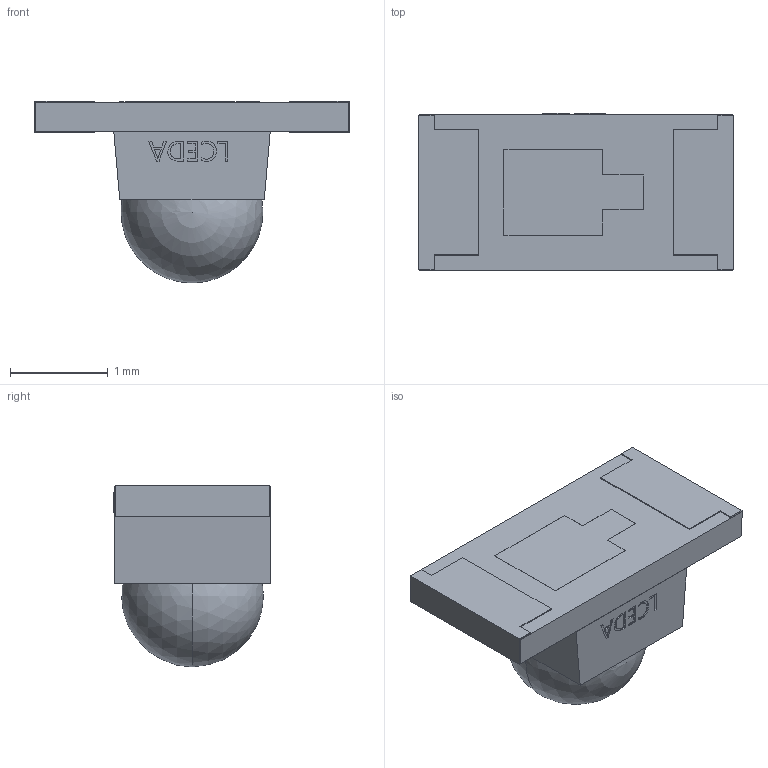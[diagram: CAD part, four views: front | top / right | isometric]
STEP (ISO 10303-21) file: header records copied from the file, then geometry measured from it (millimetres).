
FILE_DESCRIPTION (( 'STEP AP214' ), '1' );
FILE_NAME ('LED-SMD_L3.2-W1.6-FD_EH-2.step', '2022-07-08T12:43:24', ( '' ), ( '' ), 'SwSTEP 2.0', 'SolidWorks 2020', '' );
FILE_SCHEMA (( 'AUTOMOTIVE_DESIGN' ));
Length unit declared in the file: millimetre
Products named in the file (1): LED-SMD_L3.2-W1.6-FD_EH-2
Bounding box: 3.22 x 1.61 x 1.86 mm (x, y, z)
Volume: 4.3 mm3; surface area: 25.1 mm2
Topology: 2 solids, 2 shells, 376 faces, 1020 edges, 680 vertices
Faces by surface type: plane 262, bspline 112, sphere 2
Entity records: 17042 total; most frequent: CARTESIAN_POINT 4173, ORIENTED_EDGE 2030, DIRECTION 1321, EDGE_CURVE 1015, VECTOR 783, LINE 783, VERTEX_POINT 677, EDGE_LOOP 410
